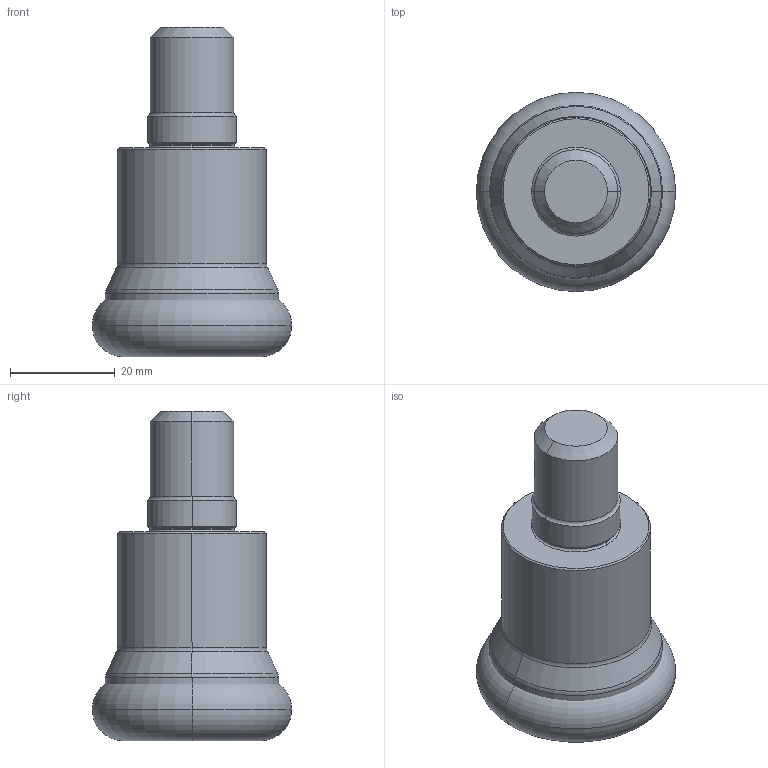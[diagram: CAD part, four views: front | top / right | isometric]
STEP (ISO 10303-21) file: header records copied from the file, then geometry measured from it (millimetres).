
FILE_DESCRIPTION(/* description */ (''),/* implementation_level */ '2;1');
FILE_NAME(/* name */ 'ARP6UPR2404AM1640_IR0_236.stp',/* time_stamp */ '2021-02-02T08:17:14+09:00',/* author */ (''),/* organization */ (''),/* preprocessor_version */ 'ST-DEVELOPER v16',/* originating_system */ 'SIEMENS PLM Software NX 10.0',/* authorisation */ '');
FILE_SCHEMA (('AUTOMOTIVE_DESIGN { 1 0 10303 214 3 1 1 1 }'));
Length unit declared in the file: millimetre
Products named in the file (1): ARP6UPR2404AM1640_IR0_236_ASM
Bounding box: 38.1 x 38.1 x 63 mm (x, y, z)
Volume: 42120.7 mm3; surface area: 9484.6 mm2
Topology: 2 solids, 2 shells, 56 faces, 142 edges, 95 vertices
Faces by surface type: torus 26, cone 14, cylinder 12, plane 4
Entity records: 1888 total; most frequent: DIRECTION 392, CARTESIAN_POINT 300, ORIENTED_EDGE 280, AXIS2_PLACEMENT_3D 183, EDGE_CURVE 140, CIRCLE 116, VERTEX_POINT 88, EDGE_LOOP 58
